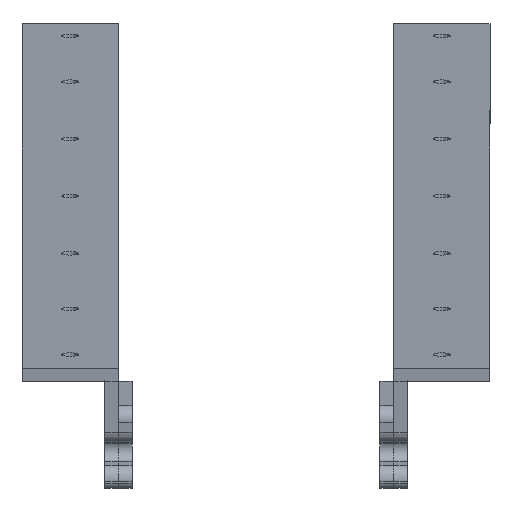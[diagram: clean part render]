
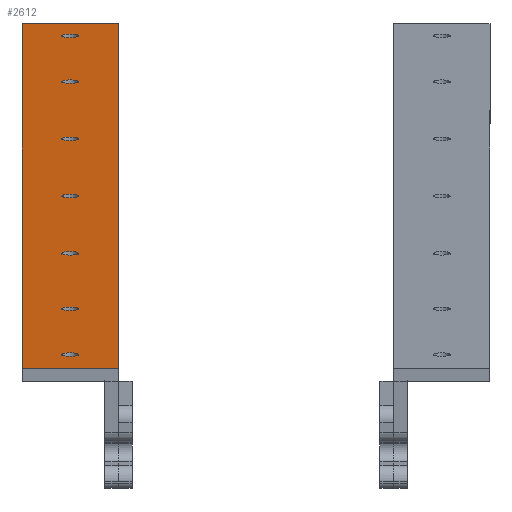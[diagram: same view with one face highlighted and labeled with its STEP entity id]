
A CAD part, left-side view. The second image highlights one B-rep face of the part: STEP entity #2612.
In plain terms, the highlighted planar face has unit normal (-0.208, 0, 0.978).
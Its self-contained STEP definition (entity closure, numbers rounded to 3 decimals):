
#1582=CARTESIAN_POINT('',(2224.863,50.116,159.205));
#1583=VERTEX_POINT('',#1582);
#1590=CARTESIAN_POINT('',(2224.863,85.116,159.205));
#1591=VERTEX_POINT('',#1590);
#1592=CARTESIAN_POINT('',(2224.863,50.116,159.205));
#1593=DIRECTION('',(-0.,1.,-0.));
#1594=VECTOR('',#1593,35.);
#1595=LINE('',#1592,#1594);
#1596=EDGE_CURVE('',#1583,#1591,#1595,.T.);
#1621=CARTESIAN_POINT('',(2813.88,85.116,284.382));
#1622=VERTEX_POINT('',#1621);
#1629=CARTESIAN_POINT('',(2813.88,50.116,284.382));
#1630=VERTEX_POINT('',#1629);
#1631=CARTESIAN_POINT('',(2813.88,85.116,284.382));
#1632=DIRECTION('',(-0.,-1.,-0.));
#1633=VECTOR('',#1632,35.);
#1634=LINE('',#1631,#1633);
#1635=EDGE_CURVE('',#1622,#1630,#1634,.T.);
#1733=CARTESIAN_POINT('',(2813.88,50.116,284.382));
#1734=DIRECTION('',(-0.978,-0.,-0.208));
#1735=VECTOR('',#1734,602.171);
#1736=LINE('',#1733,#1735);
#1737=EDGE_CURVE('',#1630,#1583,#1736,.T.);
#1912=CARTESIAN_POINT('',(2224.863,85.116,159.205));
#1913=DIRECTION('',(0.978,-0.,0.208));
#1914=VECTOR('',#1913,602.171);
#1915=LINE('',#1912,#1914);
#1916=EDGE_CURVE('',#1591,#1622,#1915,.T.);
#2524=CARTESIAN_POINT('',(2210.415,50.116,156.134));
#2525=DIRECTION('',(0.208,0.,-0.978));
#2526=DIRECTION('',(0.,1.,0.));
#2527=AXIS2_PLACEMENT_3D('',#2524,#2525,#2526);
#2528=PLANE('',#2527);
#2529=CARTESIAN_POINT('',(2790.321,67.616,279.375));
#2530=VERTEX_POINT('',#2529);
#2531=CARTESIAN_POINT('',(2793.255,67.616,279.999));
#2532=DIRECTION('',(0.208,0.,-0.978));
#2533=DIRECTION('',(-0.978,0.,-0.208));
#2534=AXIS2_PLACEMENT_3D('',#2531,#2532,#2533);
#2535=CIRCLE('',#2534,3.);
#2536=EDGE_CURVE('',#2530,#2530,#2535,.T.);
#2537=ORIENTED_EDGE('',*,*,#2536,.T.);
#2538=EDGE_LOOP('',(#2537));
#2539=FACE_BOUND('',#2538,.T.);
#2540=CARTESIAN_POINT('',(2712.068,67.616,262.745));
#2541=VERTEX_POINT('',#2540);
#2542=CARTESIAN_POINT('',(2715.003,67.616,263.369));
#2543=DIRECTION('',(0.208,0.,-0.978));
#2544=DIRECTION('',(-0.978,0.,-0.208));
#2545=AXIS2_PLACEMENT_3D('',#2542,#2543,#2544);
#2546=CIRCLE('',#2545,3.);
#2547=EDGE_CURVE('',#2541,#2541,#2546,.T.);
#2548=ORIENTED_EDGE('',*,*,#2547,.T.);
#2549=EDGE_LOOP('',(#2548));
#2550=FACE_BOUND('',#2549,.T.);
#2551=CARTESIAN_POINT('',(2614.253,67.616,241.958));
#2552=VERTEX_POINT('',#2551);
#2553=CARTESIAN_POINT('',(2617.187,67.616,242.581));
#2554=DIRECTION('',(0.208,0.,-0.978));
#2555=DIRECTION('',(-0.978,0.,-0.208));
#2556=AXIS2_PLACEMENT_3D('',#2553,#2554,#2555);
#2557=CIRCLE('',#2556,3.);
#2558=EDGE_CURVE('',#2552,#2552,#2557,.T.);
#2559=ORIENTED_EDGE('',*,*,#2558,.T.);
#2560=EDGE_LOOP('',(#2559));
#2561=FACE_BOUND('',#2560,.T.);
#2562=CARTESIAN_POINT('',(2516.437,67.616,221.17));
#2563=VERTEX_POINT('',#2562);
#2564=CARTESIAN_POINT('',(2519.372,67.616,221.794));
#2565=DIRECTION('',(0.208,0.,-0.978));
#2566=DIRECTION('',(-0.978,0.,-0.208));
#2567=AXIS2_PLACEMENT_3D('',#2564,#2565,#2566);
#2568=CIRCLE('',#2567,3.);
#2569=EDGE_CURVE('',#2563,#2563,#2568,.T.);
#2570=ORIENTED_EDGE('',*,*,#2569,.T.);
#2571=EDGE_LOOP('',(#2570));
#2572=FACE_BOUND('',#2571,.T.);
#2573=CARTESIAN_POINT('',(2418.622,67.616,200.382));
#2574=VERTEX_POINT('',#2573);
#2575=CARTESIAN_POINT('',(2421.556,67.616,201.006));
#2576=DIRECTION('',(0.208,0.,-0.978));
#2577=DIRECTION('',(-0.978,0.,-0.208));
#2578=AXIS2_PLACEMENT_3D('',#2575,#2576,#2577);
#2579=CIRCLE('',#2578,3.);
#2580=EDGE_CURVE('',#2574,#2574,#2579,.T.);
#2581=ORIENTED_EDGE('',*,*,#2580,.T.);
#2582=EDGE_LOOP('',(#2581));
#2583=FACE_BOUND('',#2582,.T.);
#2584=CARTESIAN_POINT('',(2323.823,67.616,180.236));
#2585=VERTEX_POINT('',#2584);
#2586=CARTESIAN_POINT('',(2326.758,67.616,180.859));
#2587=DIRECTION('',(0.208,0.,-0.978));
#2588=DIRECTION('',(-0.978,0.,-0.208));
#2589=AXIS2_PLACEMENT_3D('',#2586,#2587,#2588);
#2590=CIRCLE('',#2589,3.);
#2591=EDGE_CURVE('',#2585,#2585,#2590,.T.);
#2592=ORIENTED_EDGE('',*,*,#2591,.T.);
#2593=EDGE_LOOP('',(#2592));
#2594=FACE_BOUND('',#2593,.T.);
#2595=CARTESIAN_POINT('',(2245.571,67.616,163.605));
#2596=VERTEX_POINT('',#2595);
#2597=CARTESIAN_POINT('',(2248.505,67.616,164.229));
#2598=DIRECTION('',(0.208,0.,-0.978));
#2599=DIRECTION('',(-0.978,0.,-0.208));
#2600=AXIS2_PLACEMENT_3D('',#2597,#2598,#2599);
#2601=CIRCLE('',#2600,3.);
#2602=EDGE_CURVE('',#2596,#2596,#2601,.T.);
#2603=ORIENTED_EDGE('',*,*,#2602,.T.);
#2604=EDGE_LOOP('',(#2603));
#2605=FACE_BOUND('',#2604,.T.);
#2606=ORIENTED_EDGE('',*,*,#1737,.F.);
#2607=ORIENTED_EDGE('',*,*,#1635,.F.);
#2608=ORIENTED_EDGE('',*,*,#1916,.F.);
#2609=ORIENTED_EDGE('',*,*,#1596,.F.);
#2610=EDGE_LOOP('',(#2606,#2607,#2608,#2609));
#2611=FACE_BOUND('',#2610,.T.);
#2612=ADVANCED_FACE('',(#2539,#2550,#2561,#2572,#2583,#2594,#2605,#2611),#2528,.F.);
